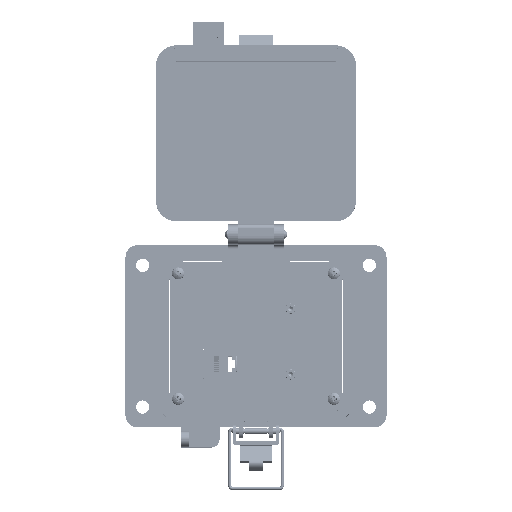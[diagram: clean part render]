
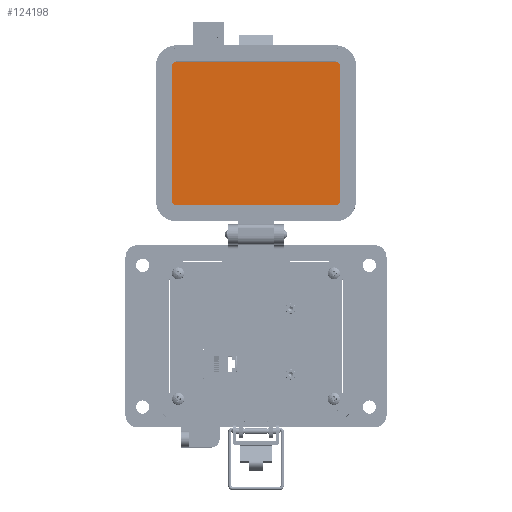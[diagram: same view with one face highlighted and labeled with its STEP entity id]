
A CAD part, top view. The second image highlights one B-rep face of the part: STEP entity #124198.
In plain terms, the highlighted planar face has unit normal (0, 0, 1).
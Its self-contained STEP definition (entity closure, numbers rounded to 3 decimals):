
#2200 = CARTESIAN_POINT ( 'NONE',  ( 38.212, 126.389, 19.202 ) ) ;
#3276 = VERTEX_POINT ( 'NONE', #20830 ) ;
#3894 = EDGE_LOOP ( 'NONE', ( #49036, #107262, #94185, #132317, #91329, #104491, #23779, #141680 ) ) ;
#4912 = CARTESIAN_POINT ( 'NONE',  ( -42.469, 128.688, 19.202 ) ) ;
#8242 = DIRECTION ( 'NONE',  ( 0., -1., 0. ) ) ;
#9728 = CARTESIAN_POINT ( 'NONE',  ( -3.279, 57.705, 19.202 ) ) ;
#10225 = EDGE_CURVE ( 'NONE', #19109, #13441, #107731, .T. ) ;
#13441 = VERTEX_POINT ( 'NONE', #133364 ) ;
#18342 = EDGE_CURVE ( 'NONE', #56675, #3276, #141034, .T. ) ;
#19109 = VERTEX_POINT ( 'NONE', #133834 ) ;
#19226 = DIRECTION ( 'NONE',  ( 1., 0., 0. ) ) ;
#20078 = DIRECTION ( 'NONE',  ( 0., -1., 0. ) ) ;
#20330 = VECTOR ( 'NONE', #55826, 1000. ) ;
#20830 = CARTESIAN_POINT ( 'NONE',  ( 38.212, 60.004, 19.202 ) ) ;
#23779 = ORIENTED_EDGE ( 'NONE', *, *, #10225, .F. ) ;
#27419 = EDGE_CURVE ( 'NONE', #3276, #64574, #70523, .T. ) ;
#28329 = AXIS2_PLACEMENT_3D ( 'NONE', #44223, #122743, #114648 ) ;
#30113 = DIRECTION ( 'NONE',  ( 0., -1., 0. ) ) ;
#40375 = CARTESIAN_POINT ( 'NONE',  ( 35.912, 60.004, 19.202 ) ) ;
#41109 = DIRECTION ( 'NONE',  ( 0., 0., -1. ) ) ;
#43523 = CARTESIAN_POINT ( 'NONE',  ( -42.469, 60.004, 19.202 ) ) ;
#44223 = CARTESIAN_POINT ( 'NONE',  ( 39.871, 130.108, 19.202 ) ) ;
#44959 = DIRECTION ( 'NONE',  ( 0., 0., -1. ) ) ;
#49036 = ORIENTED_EDGE ( 'NONE', *, *, #27419, .F. ) ;
#51106 = CARTESIAN_POINT ( 'NONE',  ( 35.912, 126.389, 19.202 ) ) ;
#53029 = LINE ( 'NONE', #9728, #97661 ) ;
#53499 = CARTESIAN_POINT ( 'NONE',  ( 35.912, 128.688, 19.202 ) ) ;
#55826 = DIRECTION ( 'NONE',  ( 0., 1., 0. ) ) ;
#56675 = VERTEX_POINT ( 'NONE', #2200 ) ;
#57147 = EDGE_CURVE ( 'NONE', #83876, #56675, #69026, .T. ) ;
#60909 = AXIS2_PLACEMENT_3D ( 'NONE', #43523, #44959, #122055 ) ;
#63220 = CARTESIAN_POINT ( 'NONE',  ( -44.769, 93.196, 19.202 ) ) ;
#64539 = CARTESIAN_POINT ( 'NONE',  ( -44.769, 126.389, 19.202 ) ) ;
#64574 = VERTEX_POINT ( 'NONE', #82387 ) ;
#69026 = CIRCLE ( 'NONE', #83053, 2.299 ) ;
#70523 = CIRCLE ( 'NONE', #89242, 2.299 ) ;
#73553 = CARTESIAN_POINT ( 'NONE',  ( -3.279, 128.688, 19.202 ) ) ;
#74210 = EDGE_CURVE ( 'NONE', #103091, #124970, #83357, .T. ) ;
#77968 = FACE_OUTER_BOUND ( 'NONE', #3894, .T. ) ;
#82189 = EDGE_CURVE ( 'NONE', #124970, #83876, #140340, .T. ) ;
#82387 = CARTESIAN_POINT ( 'NONE',  ( 35.912, 57.705, 19.202 ) ) ;
#83053 = AXIS2_PLACEMENT_3D ( 'NONE', #51106, #95091, #139895 ) ;
#83357 = CIRCLE ( 'NONE', #144237, 2.299 ) ;
#83876 = VERTEX_POINT ( 'NONE', #53499 ) ;
#89242 = AXIS2_PLACEMENT_3D ( 'NONE', #40375, #41109, #30113 ) ;
#91329 = ORIENTED_EDGE ( 'NONE', *, *, #74210, .F. ) ;
#93374 = VECTOR ( 'NONE', #19226, 1000. ) ;
#94185 = ORIENTED_EDGE ( 'NONE', *, *, #57147, .F. ) ;
#95091 = DIRECTION ( 'NONE',  ( 0., 0., -1. ) ) ;
#97661 = VECTOR ( 'NONE', #97774, 1000. ) ;
#97774 = DIRECTION ( 'NONE',  ( -1., 0., 0. ) ) ;
#101782 = EDGE_CURVE ( 'NONE', #13441, #103091, #129979, .T. ) ;
#103091 = VERTEX_POINT ( 'NONE', #64539 ) ;
#104491 = ORIENTED_EDGE ( 'NONE', *, *, #101782, .F. ) ;
#107262 = ORIENTED_EDGE ( 'NONE', *, *, #18342, .F. ) ;
#107731 = CIRCLE ( 'NONE', #60909, 2.299 ) ;
#108146 = DIRECTION ( 'NONE',  ( 0., 0., -1. ) ) ;
#111673 = VECTOR ( 'NONE', #8242, 1000. ) ;
#114648 = DIRECTION ( 'NONE',  ( -1., 0., 0. ) ) ;
#120488 = CARTESIAN_POINT ( 'NONE',  ( 38.212, 93.196, 19.202 ) ) ;
#120619 = CARTESIAN_POINT ( 'NONE',  ( -42.469, 126.389, 19.202 ) ) ;
#122055 = DIRECTION ( 'NONE',  ( 1., 0., 0. ) ) ;
#122743 = DIRECTION ( 'NONE',  ( 0., 0., 1. ) ) ;
#124198 = ADVANCED_FACE ( 'NONE', ( #77968 ), #124899, .T. ) ;
#124899 = PLANE ( 'NONE',  #28329 ) ;
#124970 = VERTEX_POINT ( 'NONE', #4912 ) ;
#129979 = LINE ( 'NONE', #63220, #20330 ) ;
#132317 = ORIENTED_EDGE ( 'NONE', *, *, #82189, .F. ) ;
#133364 = CARTESIAN_POINT ( 'NONE',  ( -44.769, 60.004, 19.202 ) ) ;
#133834 = CARTESIAN_POINT ( 'NONE',  ( -42.469, 57.705, 19.202 ) ) ;
#135677 = EDGE_CURVE ( 'NONE', #64574, #19109, #53029, .T. ) ;
#139895 = DIRECTION ( 'NONE',  ( 1., 0., 0. ) ) ;
#140340 = LINE ( 'NONE', #73553, #93374 ) ;
#141034 = LINE ( 'NONE', #120488, #111673 ) ;
#141680 = ORIENTED_EDGE ( 'NONE', *, *, #135677, .F. ) ;
#144237 = AXIS2_PLACEMENT_3D ( 'NONE', #120619, #108146, #20078 ) ;
